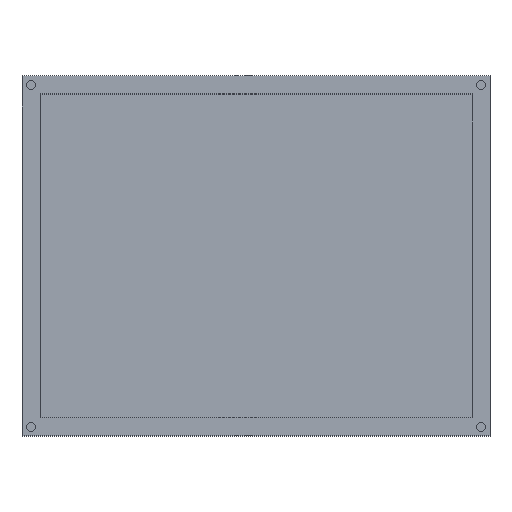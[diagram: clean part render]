
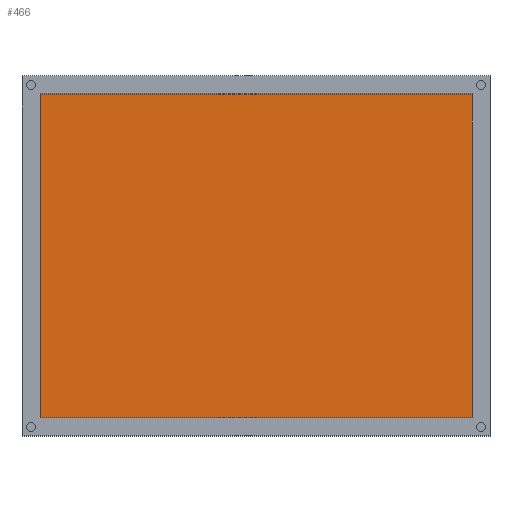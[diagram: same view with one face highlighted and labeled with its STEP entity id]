
A CAD part, top view. The second image highlights one B-rep face of the part: STEP entity #466.
In plain terms, the highlighted planar face has unit normal (0, 0, 1).
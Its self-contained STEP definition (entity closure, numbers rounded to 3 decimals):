
#323 = VERTEX_POINT('',#324);
#324 = CARTESIAN_POINT('',(0.5,180.5,0.));
#332 = VERTEX_POINT('',#333);
#333 = CARTESIAN_POINT('',(0.5,0.5,0.));
#339 = EDGE_CURVE('',#323,#332,#340,.T.);
#340 = LINE('',#341,#342);
#341 = CARTESIAN_POINT('',(0.5,180.5,0.));
#342 = VECTOR('',#343,1.);
#343 = DIRECTION('',(0.,-1.,0.));
#354 = VERTEX_POINT('',#355);
#355 = CARTESIAN_POINT('',(240.5,180.5,0.));
#363 = EDGE_CURVE('',#354,#323,#364,.T.);
#364 = LINE('',#365,#366);
#365 = CARTESIAN_POINT('',(240.5,180.5,0.));
#366 = VECTOR('',#367,1.);
#367 = DIRECTION('',(-1.,0.,0.));
#380 = VERTEX_POINT('',#381);
#381 = CARTESIAN_POINT('',(240.5,0.5,0.));
#387 = EDGE_CURVE('',#332,#380,#388,.T.);
#388 = LINE('',#389,#390);
#389 = CARTESIAN_POINT('',(0.5,0.5,0.));
#390 = VECTOR('',#391,1.);
#391 = DIRECTION('',(1.,0.,0.));
#404 = EDGE_CURVE('',#380,#354,#405,.T.);
#405 = LINE('',#406,#407);
#406 = CARTESIAN_POINT('',(240.5,0.5,0.));
#407 = VECTOR('',#408,1.);
#408 = DIRECTION('',(0.,1.,0.));
#466 = ADVANCED_FACE('',(#467),#473,.T.);
#467 = FACE_BOUND('',#468,.T.);
#468 = EDGE_LOOP('',(#469,#470,#471,#472));
#469 = ORIENTED_EDGE('',*,*,#363,.T.);
#470 = ORIENTED_EDGE('',*,*,#339,.T.);
#471 = ORIENTED_EDGE('',*,*,#387,.T.);
#472 = ORIENTED_EDGE('',*,*,#404,.T.);
#473 = PLANE('',#474);
#474 = AXIS2_PLACEMENT_3D('',#475,#476,#477);
#475 = CARTESIAN_POINT('',(120.5,90.5,0.));
#476 = DIRECTION('',(0.,0.,1.));
#477 = DIRECTION('',(1.,0.,0.));
